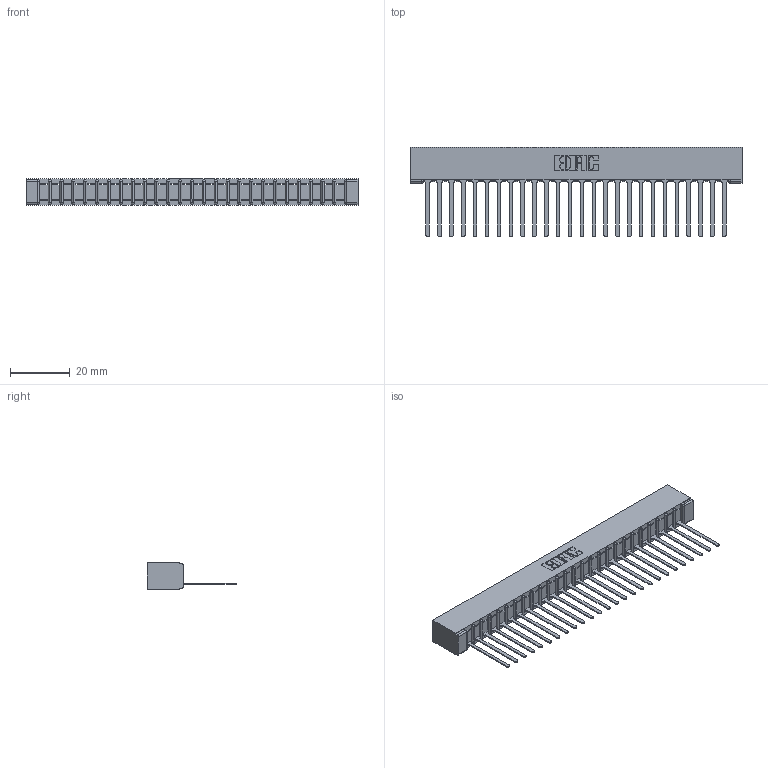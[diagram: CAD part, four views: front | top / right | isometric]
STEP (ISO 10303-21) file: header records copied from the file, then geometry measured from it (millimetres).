
FILE_DESCRIPTION (( 'STEP AP203' ), '1' );
FILE_NAME ('307-026-545-101.STEP', '2019-09-03T21:51:47', ( '' ), ( '' ), 'SwSTEP 2.0', 'SolidWorks 2016', '' );
FILE_SCHEMA (( 'CONFIG_CONTROL_DESIGN' ));
Length unit declared in the file: inch
Products named in the file (3): 307-026-545-101; 307-290-001_545; 307 Part_No Mounting Lugs
Assembly tree (27 placements, depth 2):
  307-026-545-101
    307 Part_No Mounting Lugs
    307-290-001_545  x26
Bounding box: 110.9 x 30 x 8.71 mm (x, y, z)
Volume: 7296.2 mm3; surface area: 12414.3 mm2
Topology: 27 solids, 27 shells, 1593 faces, 4511 edges, 2898 vertices
Faces by surface type: plane 1028, cylinder 511, sphere 54
Entity records: 23952 total; most frequent: CARTESIAN_POINT 4028, ORIENTED_EDGE 4014, DIRECTION 3925, EDGE_CURVE 2007, LINE 1535, VECTOR 1535, VERTEX_POINT 1298, AXIS2_PLACEMENT_3D 1195
